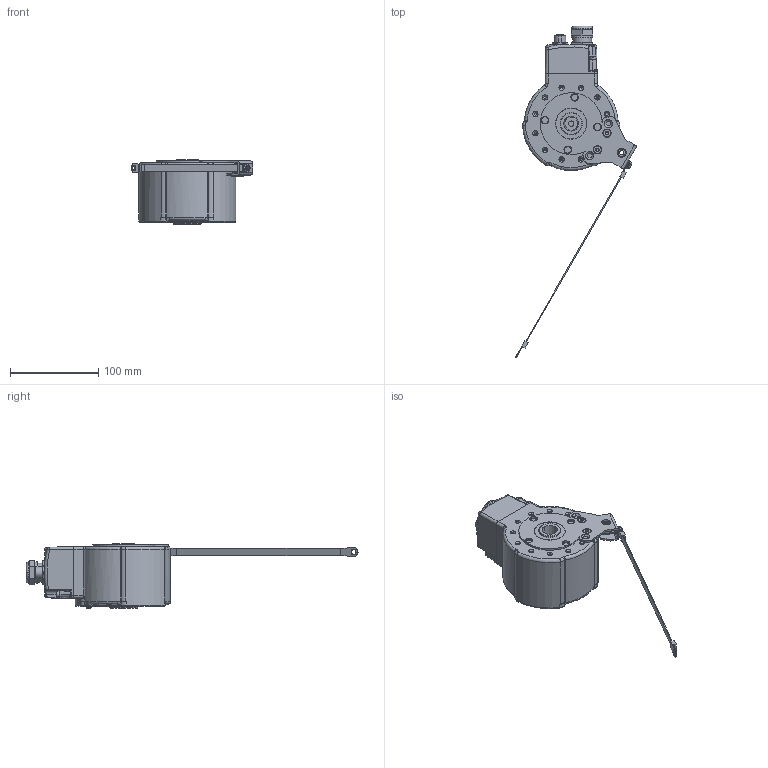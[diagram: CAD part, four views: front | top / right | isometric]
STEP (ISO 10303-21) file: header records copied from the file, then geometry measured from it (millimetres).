
FILE_DESCRIPTION((''),'2;1');
FILE_NAME('809753-K01_SW0001','2011-11-14T',('SE2994'),(''),'PRO/ENGINEER BY PARAMETRIC TECHNOLOGY CORPORATION, 2010180','PRO/ENGINEER BY PARAMETRIC TECHNOLOGY CORPORATION, 2010180','');
FILE_SCHEMA(('CONFIG_CONTROL_DESIGN','SHAPE_APPEARANCE_LAYERS_GROUPS'));
Length unit declared in the file: millimetre
Products named in the file (1): 809753-K01_SW0001
Bounding box: 137.57 x 375.78 x 73.5 mm (x, y, z)
Volume: 314380 mm3; surface area: 127915.7 mm2
Topology: 2 solids, 3 shells, 1203 faces, 2882 edges, 1779 vertices
Faces by surface type: cylinder 507, plane 363, cone 141, torus 113, bspline 50, sphere 26, extrusion 2, revolution 1
Entity records: 50401 total; most frequent: CARTESIAN_POINT 14699, DIRECTION 6389, ORIENTED_EDGE 5724, EDGE_CURVE 2862, AXIS2_PLACEMENT_3D 2662, VERTEX_POINT 1779, CIRCLE 1512, EDGE_LOOP 1341
